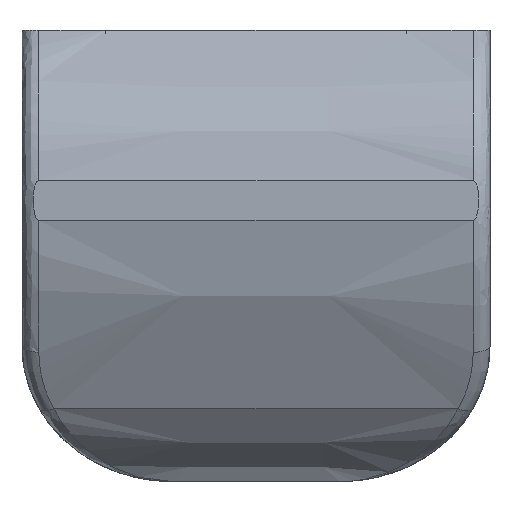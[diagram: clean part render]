
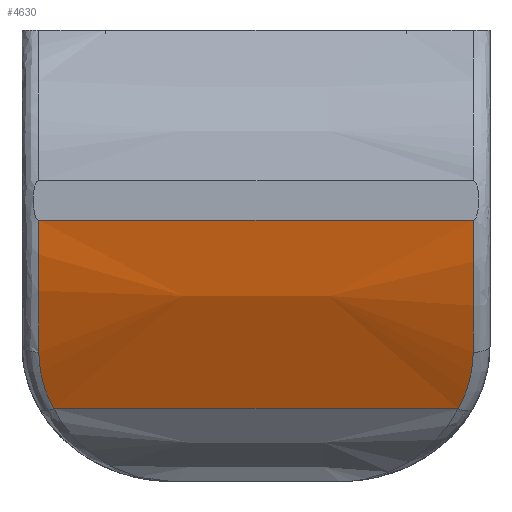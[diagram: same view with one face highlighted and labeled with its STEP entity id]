
A CAD part, front view. The second image highlights one B-rep face of the part: STEP entity #4630.
In plain terms, the highlighted free-form (B-spline) face has degree [3, 3] with [5, 4] control points.
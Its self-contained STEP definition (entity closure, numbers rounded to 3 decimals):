
#75=B_SPLINE_SURFACE_WITH_KNOTS('',3,3,((#8747,#8748,#8749,#8750),(#8751,
#8752,#8753,#8754),(#8755,#8756,#8757,#8758),(#8759,#8760,#8761,#8762),
(#8763,#8764,#8765,#8766)),.UNSPECIFIED.,.F.,.F.,.F.,(4,1,4),(4,4),(0.516,
0.671,0.877),(0.5,13.5),
 .UNSPECIFIED.);
#178=B_SPLINE_CURVE_WITH_KNOTS('',3,(#8487,#8488,#8489,#8490,#8491,#8492,
#8493),.UNSPECIFIED.,.F.,.F.,(4,3,4),(4.8,6.592,
9.216),.UNSPECIFIED.);
#186=B_SPLINE_CURVE_WITH_KNOTS('',3,(#8740,#8741,#8742,#8743,#8744,#8745,
#8746),.UNSPECIFIED.,.F.,.F.,(4,3,4),(0.,2.624,4.417),
 .UNSPECIFIED.);
#187=B_SPLINE_CURVE_WITH_KNOTS('',3,(#8768,#8769,#8770,#8771,#8772,#8773,
#8774,#8775,#8776,#8777,#8778,#8779,#8780,#8781,#8782,#8783,#8784,#8785,
#8786,#8787,#8788,#8789,#8790,#8791,#8792),.UNSPECIFIED.,.F.,.F.,(4,3,3,
3,3,3,3,3,4),(0.,0.36,0.7,
1.023,1.09,1.373,1.651,1.921,
2.114),.UNSPECIFIED.);
#188=B_SPLINE_CURVE_WITH_KNOTS('',3,(#8794,#8795,#8796,#8797),
 .UNSPECIFIED.,.F.,.F.,(4,4),(0.953,13.047),
 .UNSPECIFIED.);
#189=B_SPLINE_CURVE_WITH_KNOTS('',3,(#8798,#8799,#8800,#8801,#8802,#8803,
#8804,#8805,#8806,#8807,#8808,#8809,#8810,#8811,#8812,#8813,#8814,#8815,
#8816,#8817,#8818,#8819,#8820,#8821,#8822),.UNSPECIFIED.,.F.,.F.,(4,3,3,
3,3,3,3,3,4),(-2.114,-1.844,-1.568,-1.284,
-1.09,-0.764,-0.425,-0.06,
0.),.UNSPECIFIED.);
#522=FACE_OUTER_BOUND('',#749,.T.);
#749=EDGE_LOOP('',(#3776,#3777,#3778,#3779,#3780,#3781));
#1163=LINE('',#8613,#1617);
#1617=VECTOR('',#5735,10.);
#2075=VERTEX_POINT('',#8484);
#2076=VERTEX_POINT('',#8486);
#2081=VERTEX_POINT('',#8584);
#2083=VERTEX_POINT('',#8705);
#2085=VERTEX_POINT('',#8767);
#2086=VERTEX_POINT('',#8793);
#2680=EDGE_CURVE('',#2075,#2076,#178,.T.);
#2689=EDGE_CURVE('',#2076,#2081,#1163,.T.);
#2693=EDGE_CURVE('',#2081,#2083,#186,.T.);
#2694=EDGE_CURVE('',#2085,#2075,#187,.T.);
#2695=EDGE_CURVE('',#2086,#2085,#188,.T.);
#2696=EDGE_CURVE('',#2083,#2086,#189,.T.);
#3776=ORIENTED_EDGE('',*,*,#2694,.F.);
#3777=ORIENTED_EDGE('',*,*,#2695,.F.);
#3778=ORIENTED_EDGE('',*,*,#2696,.F.);
#3779=ORIENTED_EDGE('',*,*,#2693,.F.);
#3780=ORIENTED_EDGE('',*,*,#2689,.F.);
#3781=ORIENTED_EDGE('',*,*,#2680,.F.);
#4630=ADVANCED_FACE('',(#522),#75,.F.);
#5735=DIRECTION('',(1.,0.,0.));
#8484=CARTESIAN_POINT('',(5.,12.231,44.721));
#8486=CARTESIAN_POINT('',(5.,0.,84.243));
#8487=CARTESIAN_POINT('Ctrl Pts',(5.,12.227,44.723));
#8488=CARTESIAN_POINT('Ctrl Pts',(5.,9.464,50.501));
#8489=CARTESIAN_POINT('Ctrl Pts',(5.,7.115,56.118));
#8490=CARTESIAN_POINT('Ctrl Pts',(5.,5.222,61.557));
#8491=CARTESIAN_POINT('Ctrl Pts',(5.,2.45,69.521));
#8492=CARTESIAN_POINT('Ctrl Pts',(5.,0.655,77.104));
#8493=CARTESIAN_POINT('Ctrl Pts',(5.,0.,84.243));
#8584=CARTESIAN_POINT('',(135.,0.,84.243));
#8613=CARTESIAN_POINT('',(140.,0.,84.243));
#8705=CARTESIAN_POINT('',(135.,12.231,44.721));
#8740=CARTESIAN_POINT('Ctrl Pts',(135.,0.,84.243));
#8741=CARTESIAN_POINT('Ctrl Pts',(135.,0.655,77.104));
#8742=CARTESIAN_POINT('Ctrl Pts',(135.,2.45,69.521));
#8743=CARTESIAN_POINT('Ctrl Pts',(135.,5.222,61.557));
#8744=CARTESIAN_POINT('Ctrl Pts',(135.,7.115,56.118));
#8745=CARTESIAN_POINT('Ctrl Pts',(135.,9.464,50.501));
#8746=CARTESIAN_POINT('Ctrl Pts',(135.,12.227,44.723));
#8747=CARTESIAN_POINT('Ctrl Pts',(135.,0.,
84.243));
#8748=CARTESIAN_POINT('Ctrl Pts',(91.667,0.,
84.243));
#8749=CARTESIAN_POINT('Ctrl Pts',(48.333,0.,
84.243));
#8750=CARTESIAN_POINT('Ctrl Pts',(5.,0.,
84.243));
#8751=CARTESIAN_POINT('Ctrl Pts',(135.,0.655,77.104));
#8752=CARTESIAN_POINT('Ctrl Pts',(91.667,0.655,77.104));
#8753=CARTESIAN_POINT('Ctrl Pts',(48.333,0.655,77.104));
#8754=CARTESIAN_POINT('Ctrl Pts',(5.,0.655,77.104));
#8755=CARTESIAN_POINT('Ctrl Pts',(135.,4.843,59.41));
#8756=CARTESIAN_POINT('Ctrl Pts',(91.667,4.843,59.41));
#8757=CARTESIAN_POINT('Ctrl Pts',(48.333,4.843,59.41));
#8758=CARTESIAN_POINT('Ctrl Pts',(5.,4.843,59.41));
#8759=CARTESIAN_POINT('Ctrl Pts',(135.,14.351,39.641));
#8760=CARTESIAN_POINT('Ctrl Pts',(91.667,14.351,39.641));
#8761=CARTESIAN_POINT('Ctrl Pts',(48.333,14.351,39.641));
#8762=CARTESIAN_POINT('Ctrl Pts',(5.,14.351,39.641));
#8763=CARTESIAN_POINT('Ctrl Pts',(135.,21.213,27.787));
#8764=CARTESIAN_POINT('Ctrl Pts',(91.667,21.213,27.787));
#8765=CARTESIAN_POINT('Ctrl Pts',(48.333,21.213,27.787));
#8766=CARTESIAN_POINT('Ctrl Pts',(5.,21.213,27.787));
#8767=CARTESIAN_POINT('',(9.526,21.213,27.787));
#8768=CARTESIAN_POINT('Ctrl Pts',(9.526,21.213,27.787));
#8769=CARTESIAN_POINT('Ctrl Pts',(9.023,20.702,28.669));
#8770=CARTESIAN_POINT('Ctrl Pts',(8.56,20.188,29.569));
#8771=CARTESIAN_POINT('Ctrl Pts',(8.139,19.671,30.484));
#8772=CARTESIAN_POINT('Ctrl Pts',(7.739,19.182,31.351));
#8773=CARTESIAN_POINT('Ctrl Pts',(7.376,18.691,32.232));
#8774=CARTESIAN_POINT('Ctrl Pts',(7.051,18.2,33.125));
#8775=CARTESIAN_POINT('Ctrl Pts',(6.744,17.735,33.97));
#8776=CARTESIAN_POINT('Ctrl Pts',(6.47,17.271,34.825));
#8777=CARTESIAN_POINT('Ctrl Pts',(6.23,16.809,35.689));
#8778=CARTESIAN_POINT('Ctrl Pts',(6.181,16.713,35.869));
#8779=CARTESIAN_POINT('Ctrl Pts',(6.132,16.617,36.049));
#8780=CARTESIAN_POINT('Ctrl Pts',(6.085,16.521,36.229));
#8781=CARTESIAN_POINT('Ctrl Pts',(5.887,16.115,36.993));
#8782=CARTESIAN_POINT('Ctrl Pts',(5.716,15.71,37.763));
#8783=CARTESIAN_POINT('Ctrl Pts',(5.571,15.308,38.539));
#8784=CARTESIAN_POINT('Ctrl Pts',(5.429,14.914,39.3));
#8785=CARTESIAN_POINT('Ctrl Pts',(5.314,14.523,40.065));
#8786=CARTESIAN_POINT('Ctrl Pts',(5.225,14.135,40.836));
#8787=CARTESIAN_POINT('Ctrl Pts',(5.138,13.758,41.585));
#8788=CARTESIAN_POINT('Ctrl Pts',(5.076,13.384,42.338));
#8789=CARTESIAN_POINT('Ctrl Pts',(5.039,13.014,43.094));
#8790=CARTESIAN_POINT('Ctrl Pts',(5.013,12.75,43.636));
#8791=CARTESIAN_POINT('Ctrl Pts',(5.,12.487,44.179));
#8792=CARTESIAN_POINT('Ctrl Pts',(5.,12.227,44.723));
#8793=CARTESIAN_POINT('',(130.474,21.213,27.787));
#8794=CARTESIAN_POINT('Ctrl Pts',(130.474,21.213,27.787));
#8795=CARTESIAN_POINT('Ctrl Pts',(90.158,21.213,27.787));
#8796=CARTESIAN_POINT('Ctrl Pts',(49.842,21.213,27.787));
#8797=CARTESIAN_POINT('Ctrl Pts',(9.526,21.213,27.787));
#8798=CARTESIAN_POINT('Ctrl Pts',(135.,12.227,44.723));
#8799=CARTESIAN_POINT('Ctrl Pts',(135.,12.591,43.961));
#8800=CARTESIAN_POINT('Ctrl Pts',(134.974,12.96,43.202));
#8801=CARTESIAN_POINT('Ctrl Pts',(134.923,13.333,42.446));
#8802=CARTESIAN_POINT('Ctrl Pts',(134.871,13.712,41.677));
#8803=CARTESIAN_POINT('Ctrl Pts',(134.793,14.095,40.912));
#8804=CARTESIAN_POINT('Ctrl Pts',(134.689,14.482,40.151));
#8805=CARTESIAN_POINT('Ctrl Pts',(134.582,14.88,39.366));
#8806=CARTESIAN_POINT('Ctrl Pts',(134.447,15.282,38.586));
#8807=CARTESIAN_POINT('Ctrl Pts',(134.285,15.686,37.812));
#8808=CARTESIAN_POINT('Ctrl Pts',(134.174,15.964,37.282));
#8809=CARTESIAN_POINT('Ctrl Pts',(134.051,16.242,36.754));
#8810=CARTESIAN_POINT('Ctrl Pts',(133.915,16.521,36.229));
#8811=CARTESIAN_POINT('Ctrl Pts',(133.687,16.988,35.351));
#8812=CARTESIAN_POINT('Ctrl Pts',(133.424,17.457,34.483));
#8813=CARTESIAN_POINT('Ctrl Pts',(133.126,17.926,33.624));
#8814=CARTESIAN_POINT('Ctrl Pts',(132.817,18.414,32.732));
#8815=CARTESIAN_POINT('Ctrl Pts',(132.47,18.903,31.851));
#8816=CARTESIAN_POINT('Ctrl Pts',(132.087,19.39,30.983));
#8817=CARTESIAN_POINT('Ctrl Pts',(131.674,19.915,30.049));
#8818=CARTESIAN_POINT('Ctrl Pts',(131.22,20.437,29.132));
#8819=CARTESIAN_POINT('Ctrl Pts',(130.723,20.956,28.232));
#8820=CARTESIAN_POINT('Ctrl Pts',(130.641,21.042,28.083));
#8821=CARTESIAN_POINT('Ctrl Pts',(130.558,21.128,27.935));
#8822=CARTESIAN_POINT('Ctrl Pts',(130.474,21.213,27.787));
